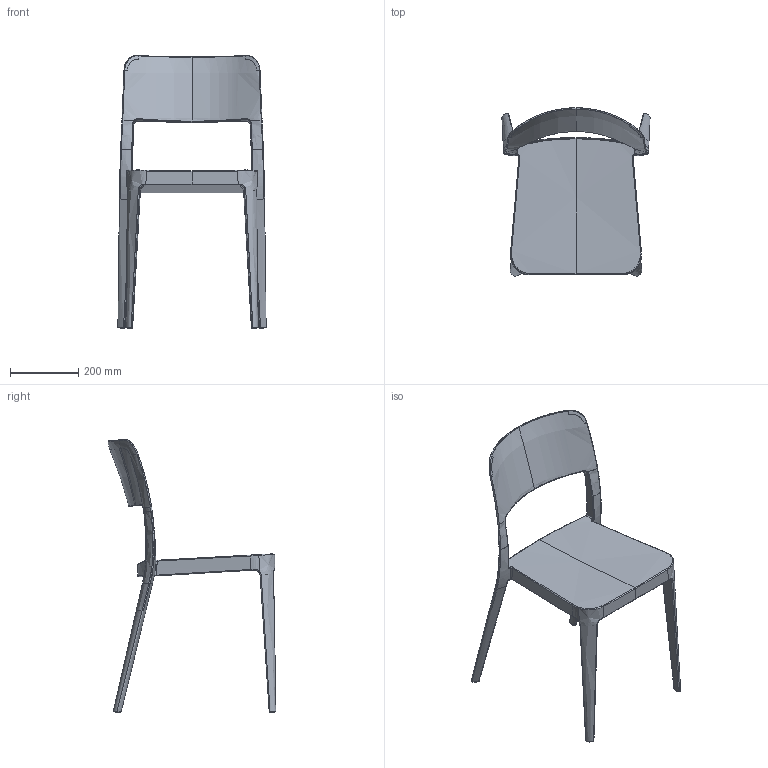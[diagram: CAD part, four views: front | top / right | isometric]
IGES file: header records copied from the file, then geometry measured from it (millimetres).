
Global section: file name: 29590_pezzo1-2.igs; native system: NX V6.0; preprocessor: SIEMENS UGS NX 6.0; date: 20120622.100629; units: millimetre
Bounding box: 435.6 x 493.3 x 802.86 mm (x, y, z)
Surface area: 716737.8 mm2 (no closed solid volume)
Topology: 0 solids, 0 shells, 206 faces, 1371 edges, 1350 vertices
Faces by surface type: bspline 200, offset 6
